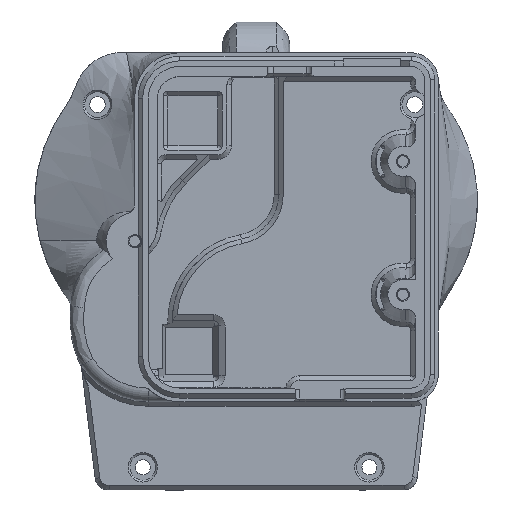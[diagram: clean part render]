
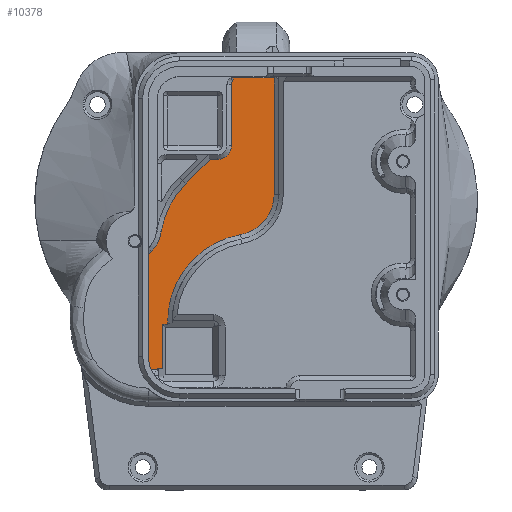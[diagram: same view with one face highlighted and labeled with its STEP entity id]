
A CAD part, top view. The second image highlights one B-rep face of the part: STEP entity #10378.
In plain terms, the highlighted planar face has unit normal (0, 0, 1).
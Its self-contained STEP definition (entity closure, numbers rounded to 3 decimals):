
#295=PLANE('',#11029);
#628=FACE_OUTER_BOUND('',#1251,.T.);
#1251=EDGE_LOOP('',(#7366,#7367,#7368,#7369,#7370,#7371,#7372,#7373,#7374,
#7375,#7376,#7377,#7378,#7379,#7380,#7381,#7382,#7383,#7384));
#1838=CIRCLE('',#11024,1.);
#1841=CIRCLE('',#11030,3.);
#1842=CIRCLE('',#11031,19.);
#1843=CIRCLE('',#11032,7.878);
#1844=CIRCLE('',#11033,6.);
#1845=CIRCLE('',#11034,13.841);
#1846=CIRCLE('',#11035,10.841);
#1847=CIRCLE('',#11036,0.408);
#1848=CIRCLE('',#11037,19.5);
#1849=CIRCLE('',#11038,9.);
#2221=B_SPLINE_CURVE_WITH_KNOTS('',3,(#16771,#16772,#16773,#16774,#16775,
#16776),.UNSPECIFIED.,.F.,.F.,(4,2,4),(0.012,0.054,
0.103),.UNSPECIFIED.);
#2668=LINE('',#16673,#3544);
#2674=LINE('',#16790,#3550);
#2676=LINE('',#16796,#3552);
#2677=LINE('',#16800,#3553);
#2678=LINE('',#16802,#3554);
#2679=LINE('',#16812,#3555);
#2680=LINE('',#16816,#3556);
#2681=LINE('',#16820,#3557);
#3544=VECTOR('',#11971,10.);
#3550=VECTOR('',#11989,10.);
#3552=VECTOR('',#11995,10.);
#3553=VECTOR('',#11998,10.);
#3554=VECTOR('',#11999,10.);
#3555=VECTOR('',#12008,10.);
#3556=VECTOR('',#12011,10.);
#3557=VECTOR('',#12014,10.);
#4576=VERTEX_POINT('',#16670);
#4577=VERTEX_POINT('',#16672);
#4580=VERTEX_POINT('',#16698);
#4584=VERTEX_POINT('',#16766);
#4586=VERTEX_POINT('',#16780);
#4590=VERTEX_POINT('',#16795);
#4591=VERTEX_POINT('',#16797);
#4592=VERTEX_POINT('',#16799);
#4593=VERTEX_POINT('',#16801);
#4594=VERTEX_POINT('',#16803);
#4595=VERTEX_POINT('',#16805);
#4596=VERTEX_POINT('',#16807);
#4597=VERTEX_POINT('',#16809);
#4598=VERTEX_POINT('',#16811);
#4599=VERTEX_POINT('',#16813);
#4600=VERTEX_POINT('',#16815);
#4601=VERTEX_POINT('',#16817);
#4602=VERTEX_POINT('',#16819);
#4603=VERTEX_POINT('',#16821);
#5667=EDGE_CURVE('',#4576,#4577,#2668,.T.);
#5675=EDGE_CURVE('',#4584,#4580,#2221,.F.);
#5678=EDGE_CURVE('',#4586,#4584,#1838,.T.);
#5682=EDGE_CURVE('',#4580,#4576,#2674,.T.);
#5685=EDGE_CURVE('',#4590,#4586,#2676,.T.);
#5686=EDGE_CURVE('',#4591,#4590,#1841,.T.);
#5687=EDGE_CURVE('',#4592,#4591,#2677,.T.);
#5688=EDGE_CURVE('',#4593,#4592,#2678,.T.);
#5689=EDGE_CURVE('',#4594,#4593,#1842,.T.);
#5690=EDGE_CURVE('',#4595,#4594,#1843,.T.);
#5691=EDGE_CURVE('',#4596,#4595,#1844,.T.);
#5692=EDGE_CURVE('',#4597,#4596,#1845,.T.);
#5693=EDGE_CURVE('',#4598,#4597,#2679,.T.);
#5694=EDGE_CURVE('',#4599,#4598,#1846,.T.);
#5695=EDGE_CURVE('',#4600,#4599,#2680,.T.);
#5696=EDGE_CURVE('',#4601,#4600,#1847,.T.);
#5697=EDGE_CURVE('',#4602,#4601,#2681,.T.);
#5698=EDGE_CURVE('',#4603,#4602,#1848,.T.);
#5699=EDGE_CURVE('',#4577,#4603,#1849,.T.);
#7366=ORIENTED_EDGE('',*,*,#5685,.F.);
#7367=ORIENTED_EDGE('',*,*,#5686,.F.);
#7368=ORIENTED_EDGE('',*,*,#5687,.F.);
#7369=ORIENTED_EDGE('',*,*,#5688,.F.);
#7370=ORIENTED_EDGE('',*,*,#5689,.F.);
#7371=ORIENTED_EDGE('',*,*,#5690,.F.);
#7372=ORIENTED_EDGE('',*,*,#5691,.F.);
#7373=ORIENTED_EDGE('',*,*,#5692,.F.);
#7374=ORIENTED_EDGE('',*,*,#5693,.F.);
#7375=ORIENTED_EDGE('',*,*,#5694,.F.);
#7376=ORIENTED_EDGE('',*,*,#5695,.F.);
#7377=ORIENTED_EDGE('',*,*,#5696,.F.);
#7378=ORIENTED_EDGE('',*,*,#5697,.F.);
#7379=ORIENTED_EDGE('',*,*,#5698,.F.);
#7380=ORIENTED_EDGE('',*,*,#5699,.F.);
#7381=ORIENTED_EDGE('',*,*,#5667,.F.);
#7382=ORIENTED_EDGE('',*,*,#5682,.F.);
#7383=ORIENTED_EDGE('',*,*,#5675,.F.);
#7384=ORIENTED_EDGE('',*,*,#5678,.F.);
#10378=ADVANCED_FACE('',(#628),#295,.T.);
#11024=AXIS2_PLACEMENT_3D('',#16782,#11979,#11980);
#11029=AXIS2_PLACEMENT_3D('',#16794,#11993,#11994);
#11030=AXIS2_PLACEMENT_3D('',#16798,#11996,#11997);
#11031=AXIS2_PLACEMENT_3D('',#16804,#12000,#12001);
#11032=AXIS2_PLACEMENT_3D('',#16806,#12002,#12003);
#11033=AXIS2_PLACEMENT_3D('',#16808,#12004,#12005);
#11034=AXIS2_PLACEMENT_3D('',#16810,#12006,#12007);
#11035=AXIS2_PLACEMENT_3D('',#16814,#12009,#12010);
#11036=AXIS2_PLACEMENT_3D('',#16818,#12012,#12013);
#11037=AXIS2_PLACEMENT_3D('',#16822,#12015,#12016);
#11038=AXIS2_PLACEMENT_3D('',#16823,#12017,#12018);
#11971=DIRECTION('',(0.,-1.,0.));
#11979=DIRECTION('center_axis',(0.,0.,-1.));
#11980=DIRECTION('ref_axis',(-1.,0.,0.));
#11989=DIRECTION('',(1.,0.,0.));
#11993=DIRECTION('center_axis',(0.,0.,1.));
#11994=DIRECTION('ref_axis',(-1.,0.,0.));
#11995=DIRECTION('',(0.,1.,0.));
#11996=DIRECTION('center_axis',(0.,0.,1.));
#11997=DIRECTION('ref_axis',(0.,-1.,0.));
#11998=DIRECTION('',(1.,0.,0.));
#11999=DIRECTION('',(0.707,0.707,0.));
#12000=DIRECTION('center_axis',(0.,0.,-1.));
#12001=DIRECTION('ref_axis',(-0.707,0.707,0.));
#12002=DIRECTION('center_axis',(0.,0.,1.));
#12003=DIRECTION('ref_axis',(0.461,-0.888,0.));
#12004=DIRECTION('center_axis',(0.,0.,1.));
#12005=DIRECTION('ref_axis',(0.465,-0.885,0.));
#12006=DIRECTION('center_axis',(0.,0.,-1.));
#12007=DIRECTION('ref_axis',(0.,1.,0.));
#12008=DIRECTION('',(0.,1.,0.));
#12009=DIRECTION('center_axis',(0.,0.,-1.));
#12010=DIRECTION('ref_axis',(-1.,0.,0.));
#12011=DIRECTION('',(0.,-1.,0.));
#12012=DIRECTION('center_axis',(0.,0.,1.));
#12013=DIRECTION('ref_axis',(-1.,0.,0.));
#12014=DIRECTION('',(-1.,0.,0.));
#12015=DIRECTION('center_axis',(0.,0.,1.));
#12016=DIRECTION('ref_axis',(-1.,0.004,0.));
#12017=DIRECTION('center_axis',(0.,0.,-1.));
#12018=DIRECTION('ref_axis',(1.,0.,0.));
#16670=CARTESIAN_POINT('',(4.,25.711,35.986));
#16672=CARTESIAN_POINT('',(4.,0.,35.986));
#16673=CARTESIAN_POINT('',(4.,10.425,35.986));
#16698=CARTESIAN_POINT('',(-5.004,25.711,35.986));
#16766=CARTESIAN_POINT('',(-5.28,24.908,35.986));
#16771=CARTESIAN_POINT('Ctrl Pts',(-5.004,25.711,35.986));
#16772=CARTESIAN_POINT('Ctrl Pts',(-5.014,25.57,35.986));
#16773=CARTESIAN_POINT('Ctrl Pts',(-5.042,25.429,35.986));
#16774=CARTESIAN_POINT('Ctrl Pts',(-5.136,25.143,35.986));
#16775=CARTESIAN_POINT('Ctrl Pts',(-5.204,25.011,35.986));
#16776=CARTESIAN_POINT('Ctrl Pts',(-5.28,24.908,35.986));
#16780=CARTESIAN_POINT('',(-5.475,24.316,35.986));
#16782=CARTESIAN_POINT('Origin',(-4.475,24.316,35.986));
#16790=CARTESIAN_POINT('',(7.483,25.711,35.986));
#16794=CARTESIAN_POINT('Origin',(-0.232,-5.132,35.986));
#16795=CARTESIAN_POINT('',(-5.475,10.775,35.986));
#16796=CARTESIAN_POINT('',(-5.475,8.321,35.986));
#16797=CARTESIAN_POINT('',(-8.475,7.775,35.986));
#16798=CARTESIAN_POINT('Origin',(-8.475,10.775,35.986));
#16799=CARTESIAN_POINT('',(-10.124,7.775,35.986));
#16800=CARTESIAN_POINT('',(-4.353,7.775,35.986));
#16801=CARTESIAN_POINT('',(-15.591,2.308,35.986));
#16802=CARTESIAN_POINT('',(-12.396,5.503,35.986));
#16803=CARTESIAN_POINT('',(-20.937,-8.256,35.986));
#16804=CARTESIAN_POINT('Origin',(-2.156,-11.127,35.986));
#16805=CARTESIAN_POINT('',(-23.162,-12.644,35.986));
#16806=CARTESIAN_POINT('Origin',(-28.725,-7.065,35.986));
#16807=CARTESIAN_POINT('',(-26.309,-14.295,35.986));
#16808=CARTESIAN_POINT('Origin',(-27.399,-8.395,35.986));
#16809=CARTESIAN_POINT('',(-34.635,-19.3,35.986));
#16810=CARTESIAN_POINT('Origin',(-23.794,-27.905,35.986));
#16811=CARTESIAN_POINT('',(-34.635,-27.905,35.986));
#16812=CARTESIAN_POINT('',(-34.635,-27.905,35.986));
#16813=CARTESIAN_POINT('',(-20.755,-38.311,35.986));
#16814=CARTESIAN_POINT('Origin',(-23.794,-27.905,35.986));
#16815=CARTESIAN_POINT('',(-20.755,-29.018,35.986));
#16816=CARTESIAN_POINT('',(-20.755,-17.075,35.986));
#16817=CARTESIAN_POINT('',(-20.347,-28.61,35.986));
#16818=CARTESIAN_POINT('Origin',(-20.347,-29.018,35.986));
#16819=CARTESIAN_POINT('',(-19.507,-28.61,35.986));
#16820=CARTESIAN_POINT('',(-4.79,-28.61,35.986));
#16821=CARTESIAN_POINT('',(-3.426,-8.861,35.986));
#16822=CARTESIAN_POINT('Origin',(-0.014,-28.061,
35.986));
#16823=CARTESIAN_POINT('Origin',(-5.,0.,35.986));
